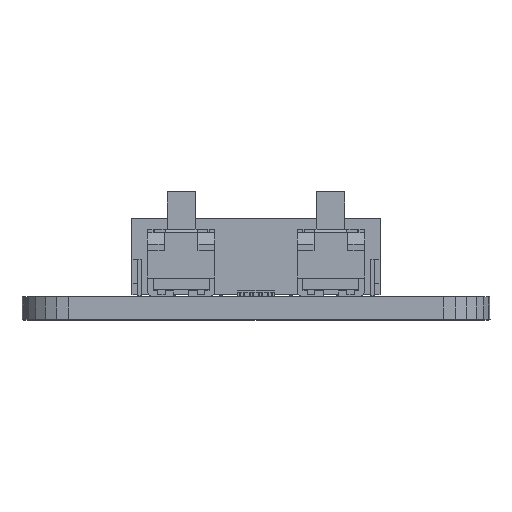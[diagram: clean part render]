
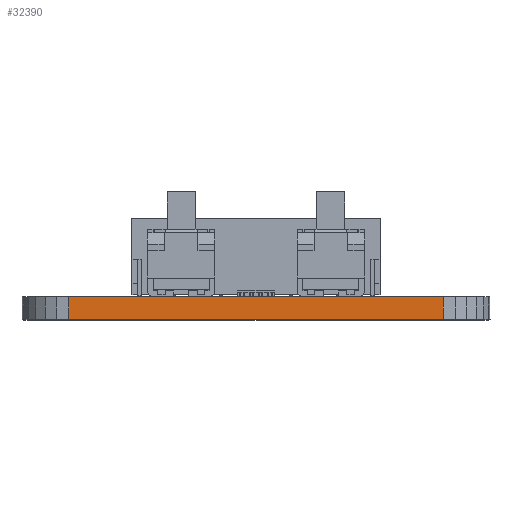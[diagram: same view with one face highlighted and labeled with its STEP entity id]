
A CAD part, top view. The second image highlights one B-rep face of the part: STEP entity #32390.
In plain terms, the highlighted face is planar.
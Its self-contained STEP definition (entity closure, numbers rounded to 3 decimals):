
#1161 = VERTEX_POINT ( 'NONE', #33636 ) ;
#3088 = EDGE_CURVE ( 'NONE', #32363, #1161, #26602, .T. ) ;
#3408 = LINE ( 'NONE', #10235, #27020 ) ;
#4414 = VERTEX_POINT ( 'NONE', #7471 ) ;
#5382 = ORIENTED_EDGE ( 'NONE', *, *, #19992, .F. ) ;
#7471 = CARTESIAN_POINT ( 'NONE',  ( -10., -12.5, 0. ) ) ;
#7539 = PLANE ( 'NONE',  #18208 ) ;
#7885 = DIRECTION ( 'NONE',  ( 1., 0., 0. ) ) ;
#9417 = DIRECTION ( 'NONE',  ( -1., 0., 0. ) ) ;
#9965 = DIRECTION ( 'NONE',  ( 0., -1., 0. ) ) ;
#10057 = LINE ( 'NONE', #12702, #19462 ) ;
#10235 = CARTESIAN_POINT ( 'NONE',  ( -10., -12.5, 0. ) ) ;
#10953 = EDGE_LOOP ( 'NONE', ( #31205, #15559, #5382, #28652 ) ) ;
#12702 = CARTESIAN_POINT ( 'NONE',  ( -10., -12.5, -1.2 ) ) ;
#15248 = DIRECTION ( 'NONE',  ( 0., 0., 1. ) ) ;
#15559 = ORIENTED_EDGE ( 'NONE', *, *, #29314, .T. ) ;
#18056 = DIRECTION ( 'NONE',  ( 1., 0., 0. ) ) ;
#18208 = AXIS2_PLACEMENT_3D ( 'NONE', #23521, #9965, #7885 ) ;
#18744 = VERTEX_POINT ( 'NONE', #31039 ) ;
#19462 = VECTOR ( 'NONE', #18056, 1000. ) ;
#19992 = EDGE_CURVE ( 'NONE', #18744, #4414, #3408, .T. ) ;
#22580 = DIRECTION ( 'NONE',  ( 0., 0., -1. ) ) ;
#23403 = CARTESIAN_POINT ( 'NONE',  ( 10., -12.5, 0. ) ) ;
#23521 = CARTESIAN_POINT ( 'NONE',  ( -10., -12.5, 0. ) ) ;
#23767 = VECTOR ( 'NONE', #22580, 1000. ) ;
#24954 = CARTESIAN_POINT ( 'NONE',  ( 10., -12.5, 0. ) ) ;
#25436 = VECTOR ( 'NONE', #9417, 1000. ) ;
#26602 = LINE ( 'NONE', #24954, #23767 ) ;
#27020 = VECTOR ( 'NONE', #15248, 1000. ) ;
#27098 = LINE ( 'NONE', #27522, #25436 ) ;
#27522 = CARTESIAN_POINT ( 'NONE',  ( 10., -12.5, 0. ) ) ;
#27949 = FACE_OUTER_BOUND ( 'NONE', #10953, .T. ) ;
#28652 = ORIENTED_EDGE ( 'NONE', *, *, #32360, .T. ) ;
#29314 = EDGE_CURVE ( 'NONE', #32363, #4414, #27098, .T. ) ;
#31039 = CARTESIAN_POINT ( 'NONE',  ( -10., -12.5, -1.2 ) ) ;
#31205 = ORIENTED_EDGE ( 'NONE', *, *, #3088, .F. ) ;
#32360 = EDGE_CURVE ( 'NONE', #18744, #1161, #10057, .T. ) ;
#32363 = VERTEX_POINT ( 'NONE', #23403 ) ;
#32390 = ADVANCED_FACE ( 'NONE', ( #27949 ), #7539, .T. ) ;
#33636 = CARTESIAN_POINT ( 'NONE',  ( 10., -12.5, -1.2 ) ) ;
